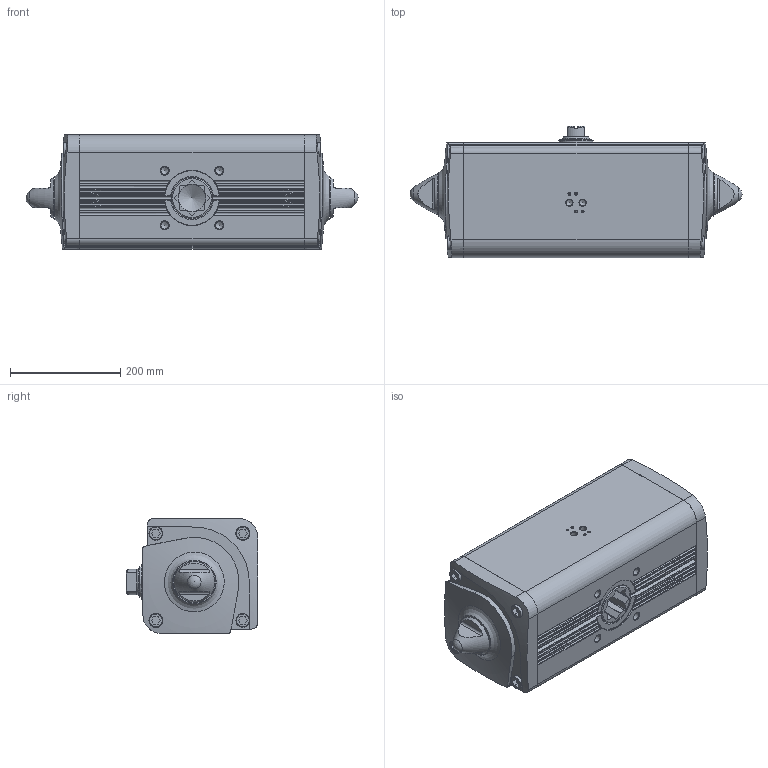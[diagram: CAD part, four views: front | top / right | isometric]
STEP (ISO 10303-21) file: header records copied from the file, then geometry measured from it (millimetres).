
FILE_DESCRIPTION(/* description */ ('Unknown'),/* implementation_level */ '2;1');
FILE_NAME(/* name */ 'DA17',/* time_stamp */ '2022-08-11T13:05:35+02:00',/* author */ ('Unknown'),/* organization */ ('Unknown'),/* preprocessor_version */ 'ST-DEVELOPER v16.7',/* originating_system */ 'Solid Edge',/* authorisation */ 'Unknown');
FILE_SCHEMA (('AUTOMOTIVE_DESIGN {1 0 10303 214 3 1 1}'));
Length unit declared in the file: millimetre
Products named in the file (2): DA_1920; _DAN1920411S_new
Assembly tree (1 placements, depth 2):
  DA_1920
    _DAN1920411S_new
Bounding box: 601 x 237.7 x 207.7 mm (x, y, z)
Volume: 19660506.7 mm3; surface area: 628767.8 mm2
Topology: 1 solids, 1 shells, 421 faces, 1111 edges, 730 vertices
Faces by surface type: plane 199, cylinder 143, cone 49, torus 28, sphere 2
Full cylindrical faces by diameter (mm): 2.5 x2, 4.134 x8, 4.917 x1, 11.445 x2, 13.835 x4, 24 x8, 50 x1, 63 x1, 64 x1, 65.4 x1, 74 x1, 160 x2
Entity records: 15530 total; most frequent: CARTESIAN_POINT 2799, DIRECTION 1970, ORIENTED_EDGE 1924, EDGE_CURVE 962, AXIS2_PLACEMENT_3D 739, VERTEX_POINT 698, FACE_BOUND 576, EDGE_LOOP 560
